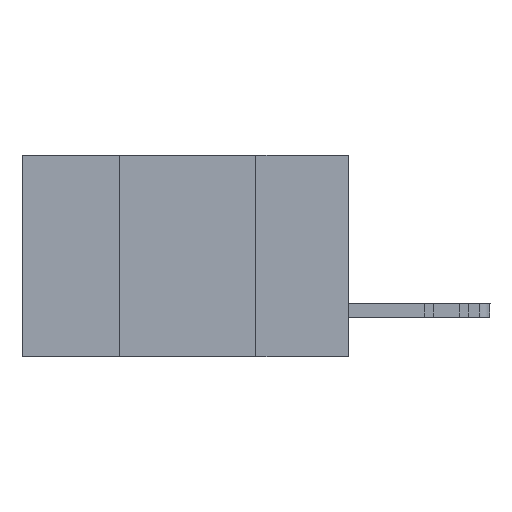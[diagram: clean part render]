
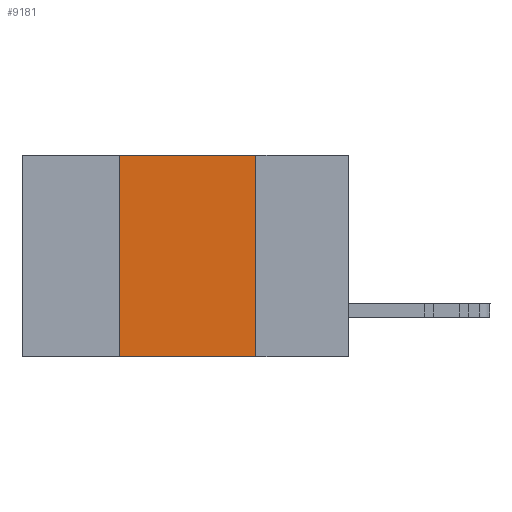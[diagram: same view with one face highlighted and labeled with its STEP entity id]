
A CAD part, left-side view. The second image highlights one B-rep face of the part: STEP entity #9181.
In plain terms, the highlighted planar face has unit normal (-1, 0, 0).
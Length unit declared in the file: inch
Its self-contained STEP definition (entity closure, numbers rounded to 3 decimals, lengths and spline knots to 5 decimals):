
#54 = VERTEX_POINT ( 'NONE', #2722 ) ;
#1143 = CARTESIAN_POINT ( 'NONE',  ( 0., 0.6, 0. ) ) ;
#1787 = VECTOR ( 'NONE', #4899, 39.37008 ) ;
#2539 = EDGE_CURVE ( 'NONE', #15757, #13604, #12393, .T. ) ;
#2722 = CARTESIAN_POINT ( 'NONE',  ( 0., 0.42, 0. ) ) ;
#2874 = LINE ( 'NONE', #1143, #6945 ) ;
#2998 = CARTESIAN_POINT ( 'NONE',  ( 0., 0.17, -0.37 ) ) ;
#3048 = CARTESIAN_POINT ( 'NONE',  ( 0., 0.42, -0.37 ) ) ;
#3658 = EDGE_LOOP ( 'NONE', ( #6870, #12786, #21067, #15367 ) ) ;
#4654 = LINE ( 'NONE', #3048, #23597 ) ;
#4899 = DIRECTION ( 'NONE',  ( 0., -1., 0. ) ) ;
#5583 = CARTESIAN_POINT ( 'NONE',  ( 0., 0.17, 0. ) ) ;
#6525 = FACE_OUTER_BOUND ( 'NONE', #3658, .T. ) ;
#6560 = DIRECTION ( 'NONE',  ( 0., -1., 0. ) ) ;
#6870 = ORIENTED_EDGE ( 'NONE', *, *, #10131, .F. ) ;
#6945 = VECTOR ( 'NONE', #6560, 39.37008 ) ;
#7735 = AXIS2_PLACEMENT_3D ( 'NONE', #17486, #21779, #9968 ) ;
#7975 = CARTESIAN_POINT ( 'NONE',  ( 0., 0.17, -0.37 ) ) ;
#8371 = PLANE ( 'NONE',  #7735 ) ;
#8552 = VECTOR ( 'NONE', #10501, 39.37008 ) ;
#9181 = ADVANCED_FACE ( 'NONE', ( #6525 ), #8371, .F. ) ;
#9968 = DIRECTION ( 'NONE',  ( 0., 0., -1. ) ) ;
#10050 = EDGE_CURVE ( 'NONE', #54, #22464, #2874, .T. ) ;
#10131 = EDGE_CURVE ( 'NONE', #22464, #13604, #19849, .T. ) ;
#10501 = DIRECTION ( 'NONE',  ( 0., 0., -1. ) ) ;
#12152 = DIRECTION ( 'NONE',  ( 0., 0., 1. ) ) ;
#12393 = LINE ( 'NONE', #23475, #1787 ) ;
#12786 = ORIENTED_EDGE ( 'NONE', *, *, #10050, .F. ) ;
#13604 = VERTEX_POINT ( 'NONE', #7975 ) ;
#15367 = ORIENTED_EDGE ( 'NONE', *, *, #2539, .T. ) ;
#15757 = VERTEX_POINT ( 'NONE', #19054 ) ;
#15892 = EDGE_CURVE ( 'NONE', #15757, #54, #4654, .T. ) ;
#17486 = CARTESIAN_POINT ( 'NONE',  ( 0., 0.6, 0. ) ) ;
#19054 = CARTESIAN_POINT ( 'NONE',  ( 0., 0.42, -0.37 ) ) ;
#19849 = LINE ( 'NONE', #2998, #8552 ) ;
#21067 = ORIENTED_EDGE ( 'NONE', *, *, #15892, .F. ) ;
#21779 = DIRECTION ( 'NONE',  ( 1., 0., 0. ) ) ;
#22464 = VERTEX_POINT ( 'NONE', #5583 ) ;
#23475 = CARTESIAN_POINT ( 'NONE',  ( 0., 0.6, -0.37 ) ) ;
#23597 = VECTOR ( 'NONE', #12152, 39.37008 ) ;
